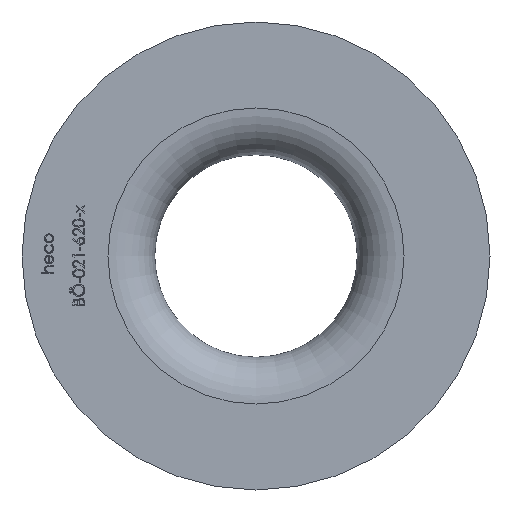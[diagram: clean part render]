
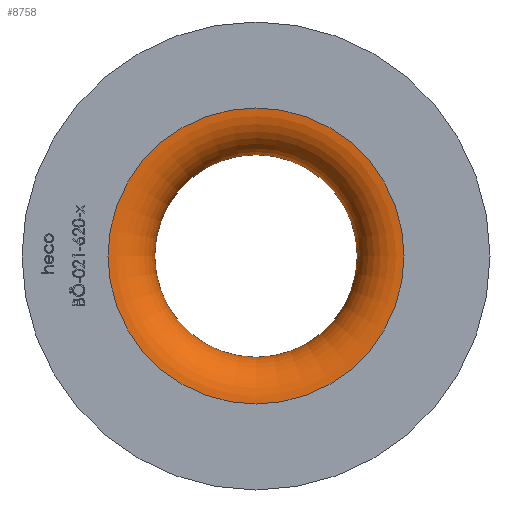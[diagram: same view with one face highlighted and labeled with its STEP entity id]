
A CAD part, left-side view. The second image highlights one B-rep face of the part: STEP entity #8758.
In plain terms, the highlighted toroidal (fillet/blend) face has major radius 12.65 mm and minor radius 4 mm.
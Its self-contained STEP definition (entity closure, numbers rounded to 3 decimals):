
#171 = ORIENTED_EDGE ( 'NONE', *, *, #2173, .F. ) ;
#512 = TOROIDAL_SURFACE ( 'NONE', #12463, 12.65, 4. ) ;
#1056 = EDGE_LOOP ( 'NONE', ( #171 ) ) ;
#1790 = CARTESIAN_POINT ( 'NONE',  ( 0., 0., -12.65 ) ) ;
#2001 = VERTEX_POINT ( 'NONE', #1790 ) ;
#2173 = EDGE_CURVE ( 'NONE', #10958, #10958, #3712, .T. ) ;
#2918 = DIRECTION ( 'NONE',  ( 1., 0., 0. ) ) ;
#3712 = CIRCLE ( 'NONE', #11201, 8.65 ) ;
#4008 = CARTESIAN_POINT ( 'NONE',  ( 4., 0., -8.65 ) ) ;
#4144 = EDGE_CURVE ( 'NONE', #2001, #2001, #13930, .T. ) ;
#4206 = CARTESIAN_POINT ( 'NONE',  ( 4., 0., 0. ) ) ;
#4717 = CARTESIAN_POINT ( 'NONE',  ( 4., 0., 0. ) ) ;
#4866 = DIRECTION ( 'NONE',  ( 0., 0., -1. ) ) ;
#4986 = CARTESIAN_POINT ( 'NONE',  ( 0., 0., 0. ) ) ;
#6290 = FACE_OUTER_BOUND ( 'NONE', #1056, .T. ) ;
#7459 = DIRECTION ( 'NONE',  ( 1., 0., 0. ) ) ;
#8468 = FACE_OUTER_BOUND ( 'NONE', #10343, .T. ) ;
#8758 = ADVANCED_FACE ( 'NONE', ( #8468, #6290 ), #512, .T. ) ;
#10257 = DIRECTION ( 'NONE',  ( -1., 0., 0. ) ) ;
#10343 = EDGE_LOOP ( 'NONE', ( #12186 ) ) ;
#10958 = VERTEX_POINT ( 'NONE', #4008 ) ;
#11201 = AXIS2_PLACEMENT_3D ( 'NONE', #4717, #10257, #4866 ) ;
#12186 = ORIENTED_EDGE ( 'NONE', *, *, #4144, .F. ) ;
#12463 = AXIS2_PLACEMENT_3D ( 'NONE', #4206, #7459, #12985 ) ;
#12767 = AXIS2_PLACEMENT_3D ( 'NONE', #4986, #2918, #13907 ) ;
#12985 = DIRECTION ( 'NONE',  ( 0., 0., -1. ) ) ;
#13907 = DIRECTION ( 'NONE',  ( 0., 0., -1. ) ) ;
#13930 = CIRCLE ( 'NONE', #12767, 12.65 ) ;
